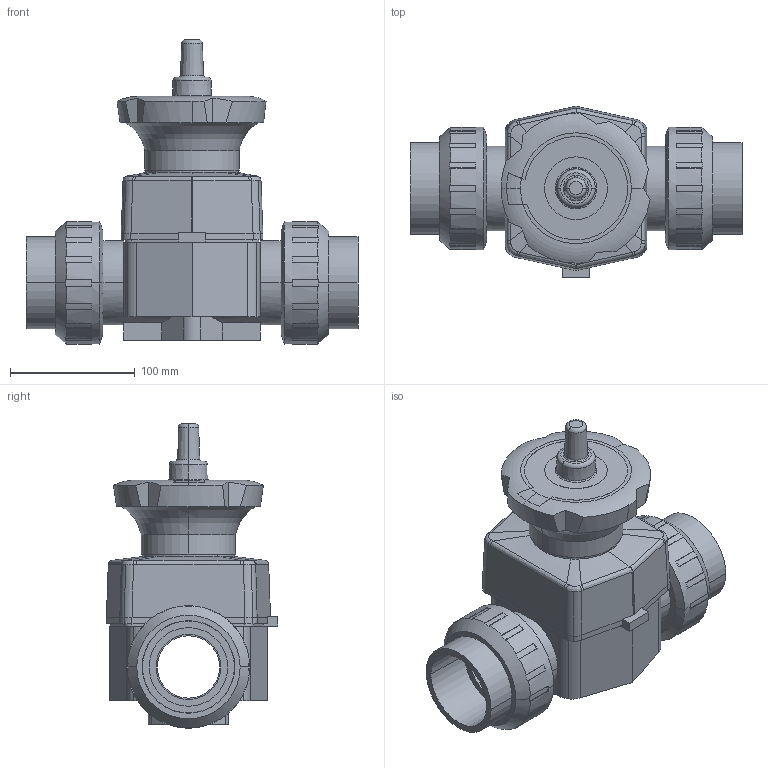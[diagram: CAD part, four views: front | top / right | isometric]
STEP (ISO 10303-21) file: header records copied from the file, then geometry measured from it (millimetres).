
FILE_DESCRIPTION(('STEP AP214'),'1');
FILE_NAME('dkuiv063e.stp','2017-04-07T15:20:22',('TraceParts'),('TraceParts S.A.'),'Spatial InterOp 3D',' ',' ');
FILE_SCHEMA(('automotive_design'));
Length unit declared in the file: millimetre
Products named in the file (7): dkuiv063e_1; dkuiv063e_2; dkuiv063e_3; dkuiv063e_4; dkuiv063e_5; dkuiv063e_6; dkuiv063e_7
Bounding box: 266 x 137.37 x 243.75 mm (x, y, z)
Volume: 2182766.1 mm3; surface area: 291483.5 mm2
Topology: 7 solids, 7 shells, 379 faces, 1005 edges, 655 vertices
Faces by surface type: plane 192, cylinder 126, bspline 28, cone 19, torus 14
Entity records: 16533 total; most frequent: CARTESIAN_POINT 3955, ORIENTED_EDGE 2010, DIRECTION 1988, EDGE_CURVE 1005, AXIS2_PLACEMENT_3D 763, VERTEX_POINT 655, LINE 462, VECTOR 462
